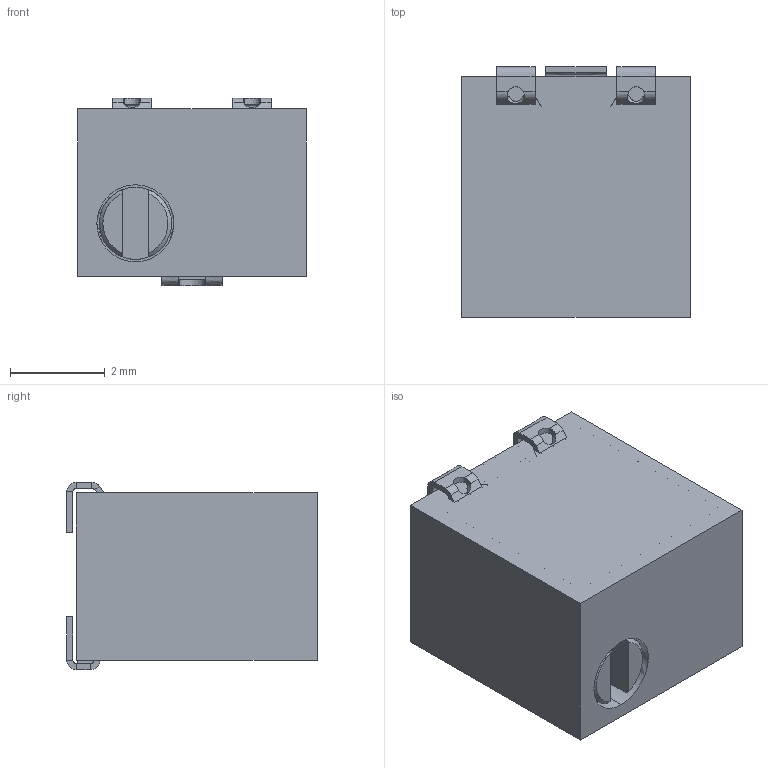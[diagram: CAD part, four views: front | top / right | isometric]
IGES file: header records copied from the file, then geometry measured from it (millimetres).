
Start section:  PTC IGES file: ECR'3214W001XXX.igs
Global section: file name: ECR'3214W001XXX.igs; native system: Pro/ENGINEER by Parametric Technology Corporation; preprocessor: 2001200; author: minhn; organization: Unknown; date: 081210.081554; units: inch
Bounding box: 4.83 x 5.28 x 3.96 mm (x, y, z)
Surface area: 265.9 mm2 (no closed solid volume)
Topology: 0 solids, 2 shells, 368 faces, 973 edges, 608 vertices
Faces by surface type: bspline 368
